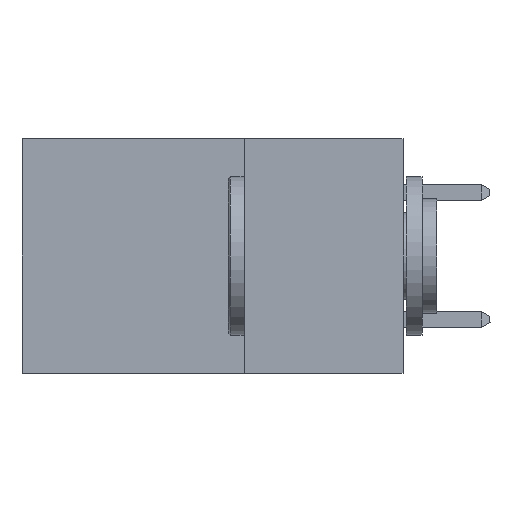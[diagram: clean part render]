
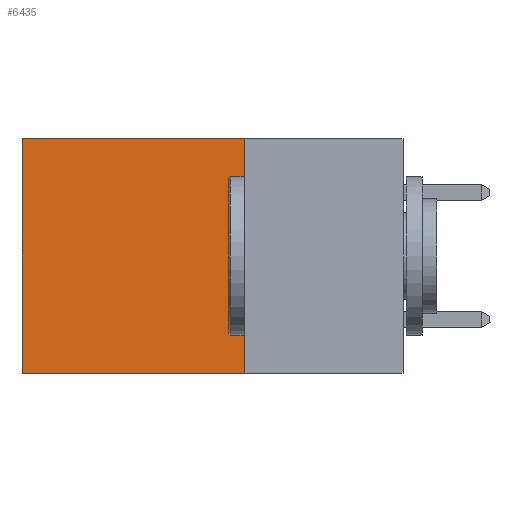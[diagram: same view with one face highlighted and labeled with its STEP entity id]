
A CAD part, left-side view. The second image highlights one B-rep face of the part: STEP entity #6435.
In plain terms, the highlighted planar face has unit normal (-1, 0, 0).
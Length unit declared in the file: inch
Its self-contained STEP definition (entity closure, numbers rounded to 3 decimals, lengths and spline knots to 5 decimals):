
#5 = VERTEX_POINT ( 'NONE', #9707 ) ;
#606 = CARTESIAN_POINT ( 'NONE',  ( 0.2875, 0.25, 0. ) ) ;
#1255 = AXIS2_PLACEMENT_3D ( 'NONE', #1284, #16992, #21639 ) ;
#1284 = CARTESIAN_POINT ( 'NONE',  ( 0.2875, 0.25, 0. ) ) ;
#1406 = CARTESIAN_POINT ( 'NONE',  ( 0.2875, 0.6, 0. ) ) ;
#1415 = DIRECTION ( 'NONE',  ( 0., 1., 0. ) ) ;
#2430 = CARTESIAN_POINT ( 'NONE',  ( 0.2875, 0.25, -0.37 ) ) ;
#3782 = VECTOR ( 'NONE', #9635, 39.37008 ) ;
#5618 = VECTOR ( 'NONE', #8817, 39.37008 ) ;
#5899 = LINE ( 'NONE', #606, #3782 ) ;
#5904 = PLANE ( 'NONE',  #1255 ) ;
#6029 = CARTESIAN_POINT ( 'NONE',  ( 0.2875, 0.25, 0. ) ) ;
#6435 = ADVANCED_FACE ( 'NONE', ( #26325 ), #5904, .F. ) ;
#6442 = VERTEX_POINT ( 'NONE', #12585 ) ;
#8817 = DIRECTION ( 'NONE',  ( 0., 1., 0. ) ) ;
#9219 = ORIENTED_EDGE ( 'NONE', *, *, #28706, .T. ) ;
#9635 = DIRECTION ( 'NONE',  ( 0., 0., -1. ) ) ;
#9707 = CARTESIAN_POINT ( 'NONE',  ( 0.2875, 0.25, -0.37 ) ) ;
#10847 = EDGE_LOOP ( 'NONE', ( #9219, #11346, #14131, #17432 ) ) ;
#11215 = LINE ( 'NONE', #6029, #23844 ) ;
#11346 = ORIENTED_EDGE ( 'NONE', *, *, #20292, .F. ) ;
#12585 = CARTESIAN_POINT ( 'NONE',  ( 0.2875, 0.6, -0.37 ) ) ;
#12694 = DIRECTION ( 'NONE',  ( 0., 0., -1. ) ) ;
#14131 = ORIENTED_EDGE ( 'NONE', *, *, #21184, .F. ) ;
#14755 = LINE ( 'NONE', #1406, #22865 ) ;
#16992 = DIRECTION ( 'NONE',  ( 1., 0., 0. ) ) ;
#17432 = ORIENTED_EDGE ( 'NONE', *, *, #20798, .T. ) ;
#18464 = CARTESIAN_POINT ( 'NONE',  ( 0.2875, 0.25, 0. ) ) ;
#19387 = VERTEX_POINT ( 'NONE', #18464 ) ;
#20026 = LINE ( 'NONE', #2430, #5618 ) ;
#20292 = EDGE_CURVE ( 'NONE', #5, #6442, #20026, .T. ) ;
#20798 = EDGE_CURVE ( 'NONE', #19387, #21499, #11215, .T. ) ;
#21184 = EDGE_CURVE ( 'NONE', #19387, #5, #5899, .T. ) ;
#21499 = VERTEX_POINT ( 'NONE', #26673 ) ;
#21639 = DIRECTION ( 'NONE',  ( 0., 0., -1. ) ) ;
#22865 = VECTOR ( 'NONE', #12694, 39.37008 ) ;
#23844 = VECTOR ( 'NONE', #1415, 39.37008 ) ;
#26325 = FACE_OUTER_BOUND ( 'NONE', #10847, .T. ) ;
#26673 = CARTESIAN_POINT ( 'NONE',  ( 0.2875, 0.6, 0. ) ) ;
#28706 = EDGE_CURVE ( 'NONE', #21499, #6442, #14755, .T. ) ;
